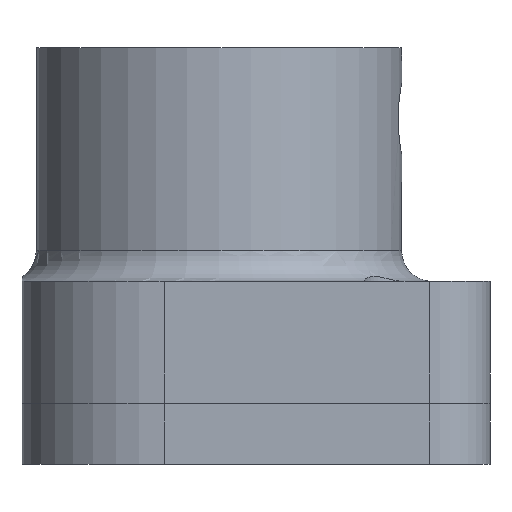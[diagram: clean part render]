
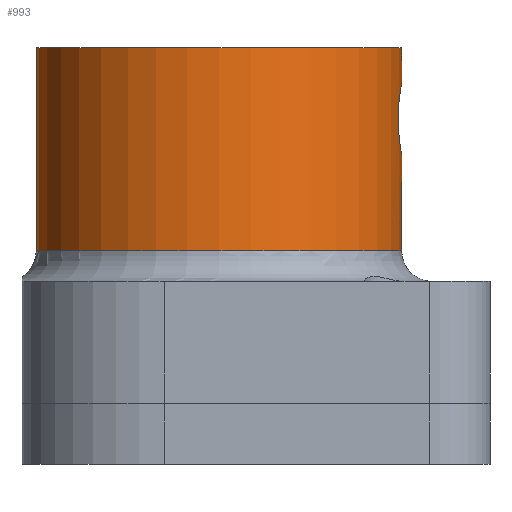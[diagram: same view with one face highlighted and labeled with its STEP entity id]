
A CAD part, front view. The second image highlights one B-rep face of the part: STEP entity #993.
In plain terms, the highlighted cylindrical face has radius 9 mm (diameter 18 mm), a full revolution.
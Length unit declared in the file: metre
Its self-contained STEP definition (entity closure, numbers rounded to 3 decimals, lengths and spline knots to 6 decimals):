
#32=B_SPLINE_CURVE_WITH_KNOTS('',3,(#1781,#1782,#1783,#1784,#1785,#1786,
#1787,#1788,#1789,#1790,#1791),.UNSPECIFIED.,.T.,.F.,(1,1,1,1,1,1,1,1,1,
1,1,1,1,1,1),(-0.004114,-0.002743,-0.001371,
0.,0.001371,0.002743,0.004114,0.005486,
0.006857,0.008229,0.0096,0.010972,
0.012343,0.013715,0.015086),.UNSPECIFIED.);
#55=CYLINDRICAL_SURFACE('',#1095,0.009);
#250=ORIENTED_EDGE('',*,*,#496,.F.);
#251=ORIENTED_EDGE('',*,*,#495,.F.);
#252=ORIENTED_EDGE('',*,*,#497,.T.);
#495=EDGE_CURVE('',#620,#620,#32,.T.);
#496=EDGE_CURVE('',#621,#621,#701,.T.);
#497=EDGE_CURVE('',#622,#622,#702,.T.);
#620=VERTEX_POINT('',#1792);
#621=VERTEX_POINT('',#1795);
#622=VERTEX_POINT('',#1797);
#701=CIRCLE('',#1096,0.009);
#702=CIRCLE('',#1097,0.009);
#767=EDGE_LOOP('',(#250));
#768=EDGE_LOOP('',(#251));
#769=EDGE_LOOP('',(#252));
#871=FACE_BOUND('',#767,.T.);
#872=FACE_BOUND('',#768,.T.);
#873=FACE_BOUND('',#769,.T.);
#993=ADVANCED_FACE('',(#871,#872,#873),#55,.T.);
#1095=AXIS2_PLACEMENT_3D('',#1793,#1267,#1268);
#1096=AXIS2_PLACEMENT_3D('',#1794,#1269,#1270);
#1097=AXIS2_PLACEMENT_3D('',#1796,#1271,#1272);
#1267=DIRECTION('',(0.,0.,1.));
#1268=DIRECTION('',(-1.,0.,0.));
#1269=DIRECTION('',(0.,0.,-1.));
#1270=DIRECTION('',(-1.,0.,0.));
#1271=DIRECTION('',(0.,0.,-1.));
#1272=DIRECTION('',(-1.,0.,0.));
#1781=CARTESIAN_POINT('',(0.008915,-0.030329,-0.006371));
#1782=CARTESIAN_POINT('',(0.008787,-0.02977,-0.005001));
#1783=CARTESIAN_POINT('',(0.008915,-0.030328,-0.003626));
#1784=CARTESIAN_POINT('',(0.009043,-0.031704,-0.00306));
#1785=CARTESIAN_POINT('',(0.008914,-0.033075,-0.003629));
#1786=CARTESIAN_POINT('',(0.008787,-0.03363,-0.005001));
#1787=CARTESIAN_POINT('',(0.008915,-0.033068,-0.006372));
#1788=CARTESIAN_POINT('',(0.009042,-0.031698,-0.006941));
#1789=CARTESIAN_POINT('',(0.008915,-0.030329,-0.006371));
#1790=CARTESIAN_POINT('',(0.008787,-0.02977,-0.005001));
#1791=CARTESIAN_POINT('',(0.008915,-0.030328,-0.003626));
#1792=CARTESIAN_POINT('',(0.008829,-0.029956,-0.005));
#1793=CARTESIAN_POINT('',(0.,-0.0317,-0.007));
#1794=CARTESIAN_POINT('',(0.,-0.0317,-0.0115));
#1795=CARTESIAN_POINT('',(-0.009,-0.0317,-0.0115));
#1796=CARTESIAN_POINT('',(0.,-0.0317,-0.0015));
#1797=CARTESIAN_POINT('',(-0.009,-0.0317,-0.0015));
